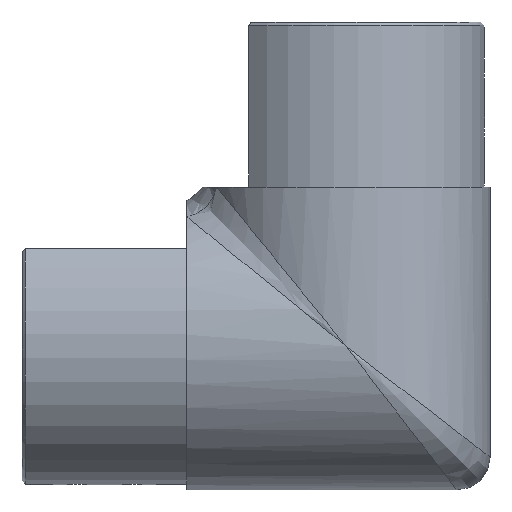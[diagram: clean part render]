
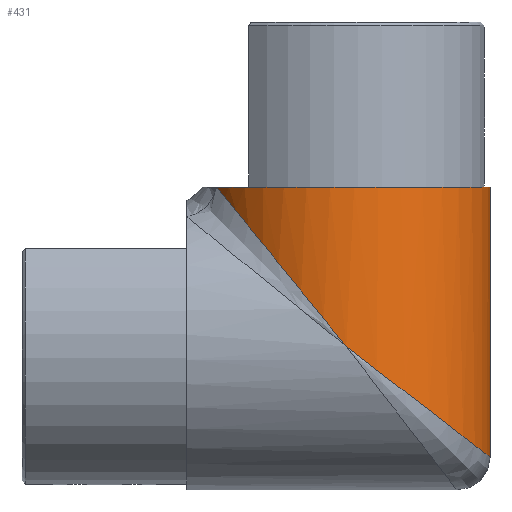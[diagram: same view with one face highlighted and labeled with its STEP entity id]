
A CAD part, front view. The second image highlights one B-rep face of the part: STEP entity #431.
In plain terms, the highlighted cylindrical face has radius 26.15 mm (diameter 52.3 mm), a partial arc.
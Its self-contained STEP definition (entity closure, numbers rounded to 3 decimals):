
#20 = EDGE_CURVE ( 'NONE', #1242, #463, #1280, .T. ) ;
#47 = CARTESIAN_POINT ( 'NONE',  ( -19.117, -20.63, 23.504 ) ) ;
#82 = CARTESIAN_POINT ( 'NONE',  ( 26.15, 0., -51.2 ) ) ;
#85 = CARTESIAN_POINT ( 'NONE',  ( 26.15, -15.318, -20.15 ) ) ;
#116 = CARTESIAN_POINT ( 'NONE',  ( 26.15, 0., -20.15 ) ) ;
#133 = AXIS2_PLACEMENT_3D ( 'NONE', #288, #1219, #903 ) ;
#280 = ORIENTED_EDGE ( 'NONE', *, *, #20, .T. ) ;
#288 = CARTESIAN_POINT ( 'NONE',  ( 0., 0., -51.2 ) ) ;
#431 = ADVANCED_FACE ( 'NONE', ( #632 ), #1208, .T. ) ;
#436 = DIRECTION ( 'NONE',  ( 0., 0., 1. ) ) ;
#463 = VERTEX_POINT ( 'NONE', #1823 ) ;
#502 = CARTESIAN_POINT ( 'NONE',  ( -23.588, -11.289, 29. ) ) ;
#517 =( BOUNDED_CURVE ( )  B_SPLINE_CURVE ( 3, ( #502, #47, #1105, #670 ),
 .UNSPECIFIED., .F., .F. ) 
 B_SPLINE_CURVE_WITH_KNOTS ( ( 4, 4 ),
 ( 0.446, 1.571 ),
 .UNSPECIFIED. ) 
 CURVE ( )  GEOMETRIC_REPRESENTATION_ITEM ( )  RATIONAL_B_SPLINE_CURVE ( ( 1., 0.897, 0.897, 1. ) ) 
 REPRESENTATION_ITEM ( '' )  );
#549 = LINE ( 'NONE', #82, #1001 ) ;
#550 = CIRCLE ( 'NONE', #1354, 26.15 ) ;
#632 = FACE_OUTER_BOUND ( 'NONE', #1932, .T. ) ;
#670 = CARTESIAN_POINT ( 'NONE',  ( 0., -26.15, 0. ) ) ;
#774 = EDGE_CURVE ( 'NONE', #1188, #1242, #517, .T. ) ;
#841 = CARTESIAN_POINT ( 'NONE',  ( -23.588, -11.289, 29. ) ) ;
#872 = VERTEX_POINT ( 'NONE', #1416 ) ;
#903 = DIRECTION ( 'NONE',  ( 1., 0., 0. ) ) ;
#1001 = VECTOR ( 'NONE', #436, 1000. ) ;
#1045 = DIRECTION ( 'NONE',  ( 1., 0., 0. ) ) ;
#1076 = EDGE_CURVE ( 'NONE', #1188, #872, #550, .T. ) ;
#1105 = CARTESIAN_POINT ( 'NONE',  ( -10.356, -26.15, 12.732 ) ) ;
#1151 = CARTESIAN_POINT ( 'NONE',  ( 0., -26.15, 0. ) ) ;
#1188 = VERTEX_POINT ( 'NONE', #841 ) ;
#1208 = CYLINDRICAL_SURFACE ( 'NONE', #133, 26.15 ) ;
#1219 = DIRECTION ( 'NONE',  ( 0., 0., 1. ) ) ;
#1242 = VERTEX_POINT ( 'NONE', #1151 ) ;
#1280 =( BOUNDED_CURVE ( )  B_SPLINE_CURVE ( 3, ( #1491, #1363, #85, #116 ),
 .UNSPECIFIED., .F., .T. ) 
 B_SPLINE_CURVE_WITH_KNOTS ( ( 4, 4 ),
 ( 1.571, 3.142 ),
 .UNSPECIFIED. ) 
 CURVE ( )  GEOMETRIC_REPRESENTATION_ITEM ( )  RATIONAL_B_SPLINE_CURVE ( ( 1., 0.805, 0.805, 1. ) ) 
 REPRESENTATION_ITEM ( '' )  );
#1285 = EDGE_CURVE ( 'NONE', #463, #872, #549, .T. ) ;
#1354 = AXIS2_PLACEMENT_3D ( 'NONE', #1504, #1819, #1045 ) ;
#1363 = CARTESIAN_POINT ( 'NONE',  ( 15.318, -26.15, -11.804 ) ) ;
#1416 = CARTESIAN_POINT ( 'NONE',  ( 26.15, 0., 29. ) ) ;
#1491 = CARTESIAN_POINT ( 'NONE',  ( 0., -26.15, 0. ) ) ;
#1504 = CARTESIAN_POINT ( 'NONE',  ( 0., 0., 29. ) ) ;
#1536 = ORIENTED_EDGE ( 'NONE', *, *, #774, .T. ) ;
#1819 = DIRECTION ( 'NONE',  ( 0., 0., 1. ) ) ;
#1822 = ORIENTED_EDGE ( 'NONE', *, *, #1285, .T. ) ;
#1823 = CARTESIAN_POINT ( 'NONE',  ( 26.15, 0., -20.15 ) ) ;
#1932 = EDGE_LOOP ( 'NONE', ( #280, #1822, #1989, #1536 ) ) ;
#1989 = ORIENTED_EDGE ( 'NONE', *, *, #1076, .F. ) ;
